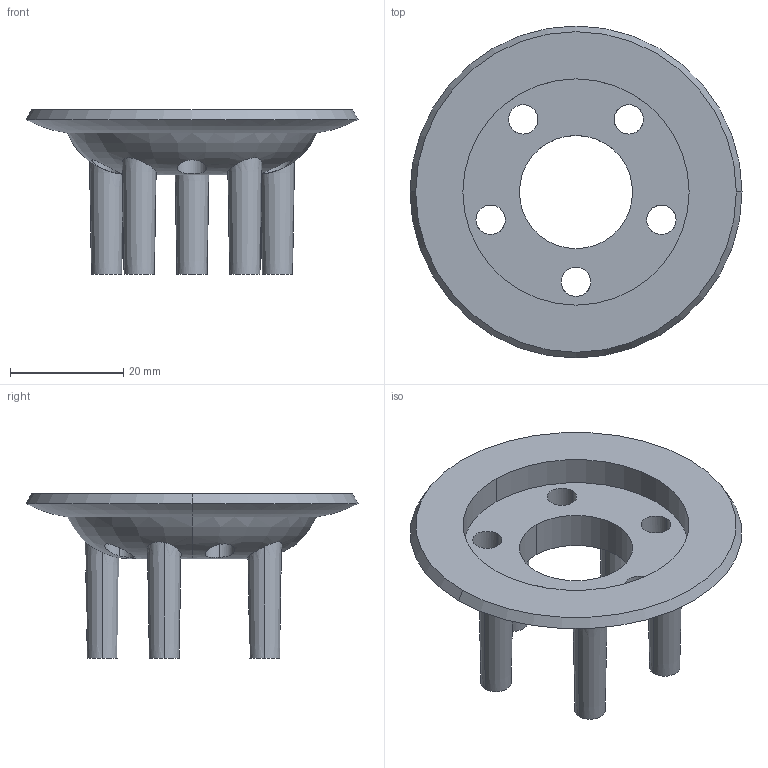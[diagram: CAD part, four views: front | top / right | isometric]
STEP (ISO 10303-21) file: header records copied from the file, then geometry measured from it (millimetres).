
FILE_DESCRIPTION (( 'STEP AP214' ), '1' );
FILE_NAME ('Orangatang_Kegel_Pulley_Adapter.STEP', '2018-02-22T06:13:11', ( '' ), ( '' ), 'SwSTEP 2.0', 'SolidWorks 2018', '' );
FILE_SCHEMA (( 'AUTOMOTIVE_DESIGN' ));
Length unit declared in the file: millimetre
Products named in the file (1): Orangatang_Kegel_Pulley_Adapter
Bounding box: 58.69 x 58.69 x 29.09 mm (x, y, z)
Volume: 11790.9 mm3; surface area: 8304.2 mm2
Topology: 1 solids, 1 shells, 38 faces, 86 edges, 56 vertices
Faces by surface type: cylinder 14, cone 12, plane 8, torus 4
Entity records: 1718 total; most frequent: CARTESIAN_POINT 803, DIRECTION 184, ORIENTED_EDGE 172, EDGE_CURVE 86, AXIS2_PLACEMENT_3D 79, VERTEX_POINT 56, EDGE_LOOP 56, CIRCLE 40
